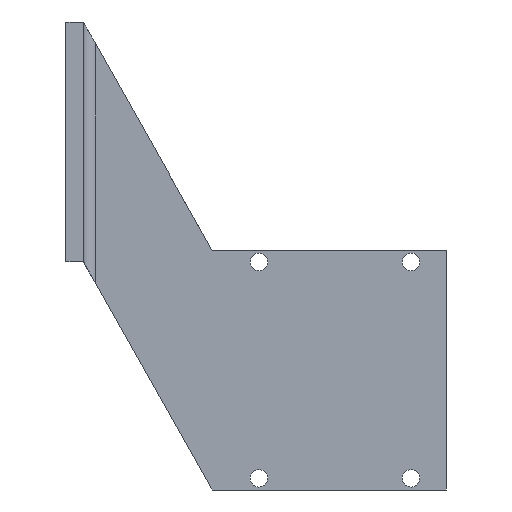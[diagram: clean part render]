
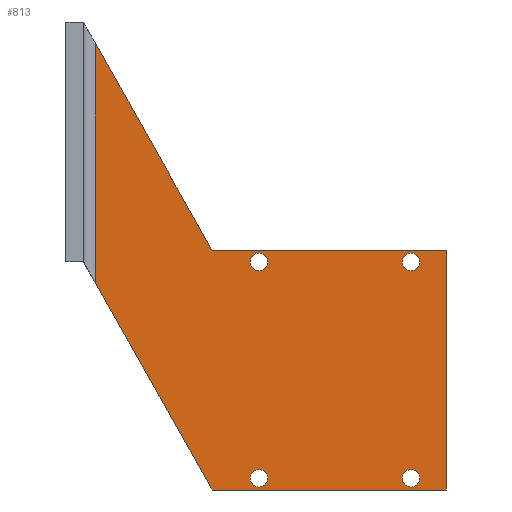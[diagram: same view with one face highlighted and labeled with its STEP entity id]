
A CAD part, left-side view. The second image highlights one B-rep face of the part: STEP entity #813.
In plain terms, the highlighted planar face has unit normal (-1, 0, 0).
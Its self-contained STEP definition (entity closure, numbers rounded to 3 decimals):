
#6 = CARTESIAN_POINT ( 'NONE',  ( -3., 6., 3.5 ) ) ;
#8 = ORIENTED_EDGE ( 'NONE', *, *, #203, .F. ) ;
#49 = CARTESIAN_POINT ( 'NONE',  ( -3., 60., 35.455 ) ) ;
#50 = CIRCLE ( 'NONE', #883, 1.5 ) ;
#60 = DIRECTION ( 'NONE',  ( 0., 0., -1. ) ) ;
#69 = CARTESIAN_POINT ( 'NONE',  ( -3., 64.579, 43.571 ) ) ;
#71 = CARTESIAN_POINT ( 'NONE',  ( -3., 32., 0.5 ) ) ;
#75 = CARTESIAN_POINT ( 'NONE',  ( -3., 32., 2. ) ) ;
#83 = FACE_BOUND ( 'NONE', #637, .T. ) ;
#85 = CARTESIAN_POINT ( 'NONE',  ( -3., 6., 37.5 ) ) ;
#88 = CARTESIAN_POINT ( 'NONE',  ( -3., 6., 0.5 ) ) ;
#89 = CARTESIAN_POINT ( 'NONE',  ( -3., 32., 39. ) ) ;
#90 = AXIS2_PLACEMENT_3D ( 'NONE', #75, #693, #254 ) ;
#100 = AXIS2_PLACEMENT_3D ( 'NONE', #466, #108, #288 ) ;
#104 = DIRECTION ( 'NONE',  ( 1., 0., 0. ) ) ;
#105 = EDGE_CURVE ( 'NONE', #803, #884, #121, .T. ) ;
#106 = EDGE_LOOP ( 'NONE', ( #523, #793 ) ) ;
#108 = DIRECTION ( 'NONE',  ( 1., 0., 0. ) ) ;
#111 = ORIENTED_EDGE ( 'NONE', *, *, #658, .T. ) ;
#121 = LINE ( 'NONE', #919, #186 ) ;
#131 = AXIS2_PLACEMENT_3D ( 'NONE', #1030, #854, #762 ) ;
#134 = ORIENTED_EDGE ( 'NONE', *, *, #105, .F. ) ;
#158 = CARTESIAN_POINT ( 'NONE',  ( -3., 6., 2. ) ) ;
#178 = VERTEX_POINT ( 'NONE', #413 ) ;
#180 = AXIS2_PLACEMENT_3D ( 'NONE', #1066, #912, #645 ) ;
#186 = VECTOR ( 'NONE', #750, 1000. ) ;
#203 = EDGE_CURVE ( 'NONE', #884, #244, #751, .T. ) ;
#212 = FACE_BOUND ( 'NONE', #1020, .T. ) ;
#220 = VERTEX_POINT ( 'NONE', #501 ) ;
#224 = EDGE_CURVE ( 'NONE', #973, #308, #987, .T. ) ;
#228 = CIRCLE ( 'NONE', #180, 1.5 ) ;
#229 = VECTOR ( 'NONE', #849, 1000. ) ;
#232 = ORIENTED_EDGE ( 'NONE', *, *, #272, .T. ) ;
#238 = CARTESIAN_POINT ( 'NONE',  ( -3., 40., 41. ) ) ;
#244 = VERTEX_POINT ( 'NONE', #963 ) ;
#249 = VERTEX_POINT ( 'NONE', #85 ) ;
#254 = DIRECTION ( 'NONE',  ( 0., 0., -1. ) ) ;
#269 = DIRECTION ( 'NONE',  ( 0., 0., -1. ) ) ;
#272 = EDGE_CURVE ( 'NONE', #711, #1022, #786, .T. ) ;
#275 = ORIENTED_EDGE ( 'NONE', *, *, #1094, .T. ) ;
#278 = DIRECTION ( 'NONE',  ( 1., 0., 0. ) ) ;
#280 = ORIENTED_EDGE ( 'NONE', *, *, #866, .F. ) ;
#288 = DIRECTION ( 'NONE',  ( 0., 0., -1. ) ) ;
#308 = VERTEX_POINT ( 'NONE', #6 ) ;
#327 = EDGE_LOOP ( 'NONE', ( #275, #232, #111, #280, #8, #134 ) ) ;
#334 = CARTESIAN_POINT ( 'NONE',  ( -3., 60., 76.455 ) ) ;
#335 = EDGE_CURVE ( 'NONE', #308, #973, #343, .T. ) ;
#343 = CIRCLE ( 'NONE', #1073, 1.5 ) ;
#350 = DIRECTION ( 'NONE',  ( 0., 0., -1. ) ) ;
#359 = LINE ( 'NONE', #1101, #1010 ) ;
#371 = CARTESIAN_POINT ( 'NONE',  ( -3., 40., 0. ) ) ;
#378 = EDGE_CURVE ( 'NONE', #249, #980, #1043, .T. ) ;
#393 = VERTEX_POINT ( 'NONE', #708 ) ;
#402 = ORIENTED_EDGE ( 'NONE', *, *, #406, .T. ) ;
#406 = EDGE_CURVE ( 'NONE', #178, #220, #514, .T. ) ;
#407 = CARTESIAN_POINT ( 'NONE',  ( -3., 0., 0. ) ) ;
#413 = CARTESIAN_POINT ( 'NONE',  ( -3., 32., 37.5 ) ) ;
#421 = LINE ( 'NONE', #407, #628 ) ;
#436 = DIRECTION ( 'NONE',  ( 1., 0., 0. ) ) ;
#461 = EDGE_CURVE ( 'NONE', #980, #249, #228, .T. ) ;
#462 = CIRCLE ( 'NONE', #90, 1.5 ) ;
#466 = CARTESIAN_POINT ( 'NONE',  ( -3., 6., 39. ) ) ;
#501 = CARTESIAN_POINT ( 'NONE',  ( -3., 32., 40.5 ) ) ;
#514 = CIRCLE ( 'NONE', #590, 1.5 ) ;
#521 = CARTESIAN_POINT ( 'NONE',  ( -3., 6., 40.5 ) ) ;
#523 = ORIENTED_EDGE ( 'NONE', *, *, #378, .T. ) ;
#532 = ORIENTED_EDGE ( 'NONE', *, *, #224, .T. ) ;
#543 = DIRECTION ( 'NONE',  ( 0., 0., -1. ) ) ;
#559 = FACE_OUTER_BOUND ( 'NONE', #327, .T. ) ;
#571 = DIRECTION ( 'NONE',  ( 0., -1., 0. ) ) ;
#590 = AXIS2_PLACEMENT_3D ( 'NONE', #89, #278, #269 ) ;
#597 = PLANE ( 'NONE',  #131 ) ;
#600 = CARTESIAN_POINT ( 'NONE',  ( -3., 32., 39. ) ) ;
#603 = ORIENTED_EDGE ( 'NONE', *, *, #1014, .T. ) ;
#616 = CARTESIAN_POINT ( 'NONE',  ( -3., 32., 2. ) ) ;
#628 = VECTOR ( 'NONE', #571, 1000. ) ;
#637 = EDGE_LOOP ( 'NONE', ( #532, #878 ) ) ;
#640 = CARTESIAN_POINT ( 'NONE',  ( -3., 60., 0. ) ) ;
#645 = DIRECTION ( 'NONE',  ( 0., 0., -1. ) ) ;
#658 = EDGE_CURVE ( 'NONE', #1022, #393, #421, .T. ) ;
#681 = DIRECTION ( 'NONE',  ( 1., 0., 0. ) ) ;
#693 = DIRECTION ( 'NONE',  ( 1., 0., 0. ) ) ;
#708 = CARTESIAN_POINT ( 'NONE',  ( -3., 0., 0. ) ) ;
#711 = VERTEX_POINT ( 'NONE', #49 ) ;
#715 = ORIENTED_EDGE ( 'NONE', *, *, #782, .T. ) ;
#724 = AXIS2_PLACEMENT_3D ( 'NONE', #616, #436, #966 ) ;
#750 = DIRECTION ( 'NONE',  ( 0., -0.491, -0.871 ) ) ;
#751 = LINE ( 'NONE', #760, #229 ) ;
#760 = CARTESIAN_POINT ( 'NONE',  ( -3., 0., 41. ) ) ;
#762 = DIRECTION ( 'NONE',  ( 0., 0., -1. ) ) ;
#773 = FACE_BOUND ( 'NONE', #1025, .T. ) ;
#775 = DIRECTION ( 'NONE',  ( 1., 0., 0. ) ) ;
#781 = AXIS2_PLACEMENT_3D ( 'NONE', #158, #775, #350 ) ;
#782 = EDGE_CURVE ( 'NONE', #220, #178, #50, .T. ) ;
#786 = LINE ( 'NONE', #69, #968 ) ;
#793 = ORIENTED_EDGE ( 'NONE', *, *, #461, .T. ) ;
#796 = DIRECTION ( 'NONE',  ( 0., 0., -1. ) ) ;
#803 = VERTEX_POINT ( 'NONE', #334 ) ;
#813 = ADVANCED_FACE ( 'NONE', ( #83, #1063, #773, #212, #559 ), #597, .F. ) ;
#818 = VERTEX_POINT ( 'NONE', #71 ) ;
#823 = CIRCLE ( 'NONE', #724, 1.5 ) ;
#849 = DIRECTION ( 'NONE',  ( 0., -1., 0. ) ) ;
#854 = DIRECTION ( 'NONE',  ( 1., 0., 0. ) ) ;
#861 = DIRECTION ( 'NONE',  ( 0., 0., -1. ) ) ;
#866 = EDGE_CURVE ( 'NONE', #244, #393, #359, .T. ) ;
#878 = ORIENTED_EDGE ( 'NONE', *, *, #335, .T. ) ;
#883 = AXIS2_PLACEMENT_3D ( 'NONE', #600, #681, #60 ) ;
#884 = VERTEX_POINT ( 'NONE', #238 ) ;
#902 = ORIENTED_EDGE ( 'NONE', *, *, #907, .T. ) ;
#907 = EDGE_CURVE ( 'NONE', #1048, #818, #823, .T. ) ;
#912 = DIRECTION ( 'NONE',  ( 1., 0., 0. ) ) ;
#919 = CARTESIAN_POINT ( 'NONE',  ( -3., 47.033, 53.468 ) ) ;
#946 = LINE ( 'NONE', #640, #1075 ) ;
#963 = CARTESIAN_POINT ( 'NONE',  ( -3., 0., 41. ) ) ;
#966 = DIRECTION ( 'NONE',  ( 0., 0., -1. ) ) ;
#968 = VECTOR ( 'NONE', #1033, 1000. ) ;
#973 = VERTEX_POINT ( 'NONE', #88 ) ;
#980 = VERTEX_POINT ( 'NONE', #521 ) ;
#981 = CARTESIAN_POINT ( 'NONE',  ( -3., 32., 3.5 ) ) ;
#987 = CIRCLE ( 'NONE', #781, 1.5 ) ;
#1010 = VECTOR ( 'NONE', #861, 1000. ) ;
#1014 = EDGE_CURVE ( 'NONE', #818, #1048, #462, .T. ) ;
#1020 = EDGE_LOOP ( 'NONE', ( #603, #902 ) ) ;
#1022 = VERTEX_POINT ( 'NONE', #371 ) ;
#1025 = EDGE_LOOP ( 'NONE', ( #402, #715 ) ) ;
#1030 = CARTESIAN_POINT ( 'NONE',  ( -3., 0., 80. ) ) ;
#1033 = DIRECTION ( 'NONE',  ( 0., -0.491, -0.871 ) ) ;
#1043 = CIRCLE ( 'NONE', #100, 1.5 ) ;
#1048 = VERTEX_POINT ( 'NONE', #981 ) ;
#1051 = CARTESIAN_POINT ( 'NONE',  ( -3., 6., 2. ) ) ;
#1063 = FACE_BOUND ( 'NONE', #106, .T. ) ;
#1066 = CARTESIAN_POINT ( 'NONE',  ( -3., 6., 39. ) ) ;
#1073 = AXIS2_PLACEMENT_3D ( 'NONE', #1051, #104, #543 ) ;
#1075 = VECTOR ( 'NONE', #796, 1000. ) ;
#1094 = EDGE_CURVE ( 'NONE', #803, #711, #946, .T. ) ;
#1101 = CARTESIAN_POINT ( 'NONE',  ( -3., 0., 80. ) ) ;
